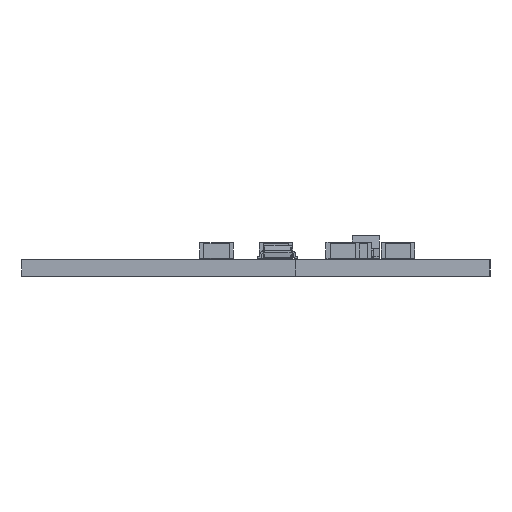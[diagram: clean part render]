
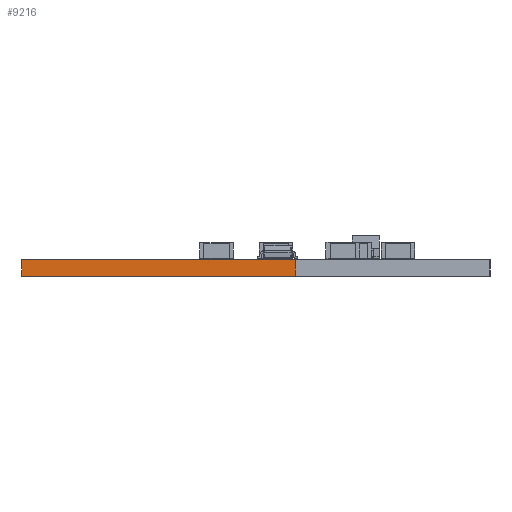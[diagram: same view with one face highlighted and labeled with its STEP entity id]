
A CAD part, left-side view. The second image highlights one B-rep face of the part: STEP entity #9216.
In plain terms, the highlighted planar face has unit normal (-1, 0, 0).
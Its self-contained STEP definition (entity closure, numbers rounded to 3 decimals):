
#9100 = EDGE_CURVE('',#9101,#9103,#9105,.T.);
#9101 = VERTEX_POINT('',#9102);
#9102 = CARTESIAN_POINT('',(-110.,44.5,0.));
#9103 = VERTEX_POINT('',#9104);
#9104 = CARTESIAN_POINT('',(-110.,44.5,1.6));
#9105 = SURFACE_CURVE('',#9106,(#9110,#9122),.PCURVE_S1.);
#9106 = LINE('',#9107,#9108);
#9107 = CARTESIAN_POINT('',(-110.,44.5,0.));
#9108 = VECTOR('',#9109,1.);
#9109 = DIRECTION('',(0.,0.,1.));
#9110 = PCURVE('',#9111,#9116);
#9111 = PLANE('',#9112);
#9112 = AXIS2_PLACEMENT_3D('',#9113,#9114,#9115);
#9113 = CARTESIAN_POINT('',(-110.,44.5,0.));
#9114 = DIRECTION('',(0.,1.,0.));
#9115 = DIRECTION('',(1.,0.,0.));
#9116 = DEFINITIONAL_REPRESENTATION('',(#9117),#9121);
#9117 = LINE('',#9118,#9119);
#9118 = CARTESIAN_POINT('',(0.,0.));
#9119 = VECTOR('',#9120,1.);
#9120 = DIRECTION('',(0.,-1.));
#9121 = ( GEOMETRIC_REPRESENTATION_CONTEXT(2) 
PARAMETRIC_REPRESENTATION_CONTEXT() REPRESENTATION_CONTEXT('2D SPACE',''
  ) );
#9122 = PCURVE('',#9123,#9128);
#9123 = PLANE('',#9124);
#9124 = AXIS2_PLACEMENT_3D('',#9125,#9126,#9127);
#9125 = CARTESIAN_POINT('',(-110.,18.5,0.));
#9126 = DIRECTION('',(-1.,0.,0.));
#9127 = DIRECTION('',(0.,1.,0.));
#9128 = DEFINITIONAL_REPRESENTATION('',(#9129),#9133);
#9129 = LINE('',#9130,#9131);
#9130 = CARTESIAN_POINT('',(26.,0.));
#9131 = VECTOR('',#9132,1.);
#9132 = DIRECTION('',(0.,-1.));
#9133 = ( GEOMETRIC_REPRESENTATION_CONTEXT(2) 
PARAMETRIC_REPRESENTATION_CONTEXT() REPRESENTATION_CONTEXT('2D SPACE',''
  ) );
#9151 = PLANE('',#9152);
#9152 = AXIS2_PLACEMENT_3D('',#9153,#9154,#9155);
#9153 = CARTESIAN_POINT('',(-55.,24.563,1.6));
#9154 = DIRECTION('',(-0.,-0.,-1.));
#9155 = DIRECTION('',(-1.,0.,0.));
#9205 = PLANE('',#9206);
#9206 = AXIS2_PLACEMENT_3D('',#9207,#9208,#9209);
#9207 = CARTESIAN_POINT('',(-55.,24.563,0.));
#9208 = DIRECTION('',(-0.,-0.,-1.));
#9209 = DIRECTION('',(-1.,0.,0.));
#9216 = ADVANCED_FACE('',(#9217),#9123,.T.);
#9217 = FACE_BOUND('',#9218,.T.);
#9218 = EDGE_LOOP('',(#9219,#9249,#9270,#9271));
#9219 = ORIENTED_EDGE('',*,*,#9220,.T.);
#9220 = EDGE_CURVE('',#9221,#9223,#9225,.T.);
#9221 = VERTEX_POINT('',#9222);
#9222 = CARTESIAN_POINT('',(-110.,18.5,0.));
#9223 = VERTEX_POINT('',#9224);
#9224 = CARTESIAN_POINT('',(-110.,18.5,1.6));
#9225 = SURFACE_CURVE('',#9226,(#9230,#9237),.PCURVE_S1.);
#9226 = LINE('',#9227,#9228);
#9227 = CARTESIAN_POINT('',(-110.,18.5,0.));
#9228 = VECTOR('',#9229,1.);
#9229 = DIRECTION('',(0.,0.,1.));
#9230 = PCURVE('',#9123,#9231);
#9231 = DEFINITIONAL_REPRESENTATION('',(#9232),#9236);
#9232 = LINE('',#9233,#9234);
#9233 = CARTESIAN_POINT('',(0.,0.));
#9234 = VECTOR('',#9235,1.);
#9235 = DIRECTION('',(0.,-1.));
#9236 = ( GEOMETRIC_REPRESENTATION_CONTEXT(2) 
PARAMETRIC_REPRESENTATION_CONTEXT() REPRESENTATION_CONTEXT('2D SPACE',''
  ) );
#9237 = PCURVE('',#9238,#9243);
#9238 = PLANE('',#9239);
#9239 = AXIS2_PLACEMENT_3D('',#9240,#9241,#9242);
#9240 = CARTESIAN_POINT('',(-90.,0.,0.));
#9241 = DIRECTION('',(-0.679,-0.734,0.));
#9242 = DIRECTION('',(-0.734,0.679,0.));
#9243 = DEFINITIONAL_REPRESENTATION('',(#9244),#9248);
#9244 = LINE('',#9245,#9246);
#9245 = CARTESIAN_POINT('',(27.244,0.));
#9246 = VECTOR('',#9247,1.);
#9247 = DIRECTION('',(0.,-1.));
#9248 = ( GEOMETRIC_REPRESENTATION_CONTEXT(2) 
PARAMETRIC_REPRESENTATION_CONTEXT() REPRESENTATION_CONTEXT('2D SPACE',''
  ) );
#9249 = ORIENTED_EDGE('',*,*,#9250,.T.);
#9250 = EDGE_CURVE('',#9223,#9103,#9251,.T.);
#9251 = SURFACE_CURVE('',#9252,(#9256,#9263),.PCURVE_S1.);
#9252 = LINE('',#9253,#9254);
#9253 = CARTESIAN_POINT('',(-110.,18.5,1.6));
#9254 = VECTOR('',#9255,1.);
#9255 = DIRECTION('',(0.,1.,0.));
#9256 = PCURVE('',#9123,#9257);
#9257 = DEFINITIONAL_REPRESENTATION('',(#9258),#9262);
#9258 = LINE('',#9259,#9260);
#9259 = CARTESIAN_POINT('',(0.,-1.6));
#9260 = VECTOR('',#9261,1.);
#9261 = DIRECTION('',(1.,0.));
#9262 = ( GEOMETRIC_REPRESENTATION_CONTEXT(2) 
PARAMETRIC_REPRESENTATION_CONTEXT() REPRESENTATION_CONTEXT('2D SPACE',''
  ) );
#9263 = PCURVE('',#9151,#9264);
#9264 = DEFINITIONAL_REPRESENTATION('',(#9265),#9269);
#9265 = LINE('',#9266,#9267);
#9266 = CARTESIAN_POINT('',(55.,-6.063));
#9267 = VECTOR('',#9268,1.);
#9268 = DIRECTION('',(0.,1.));
#9269 = ( GEOMETRIC_REPRESENTATION_CONTEXT(2) 
PARAMETRIC_REPRESENTATION_CONTEXT() REPRESENTATION_CONTEXT('2D SPACE',''
  ) );
#9270 = ORIENTED_EDGE('',*,*,#9100,.F.);
#9271 = ORIENTED_EDGE('',*,*,#9272,.F.);
#9272 = EDGE_CURVE('',#9221,#9101,#9273,.T.);
#9273 = SURFACE_CURVE('',#9274,(#9278,#9285),.PCURVE_S1.);
#9274 = LINE('',#9275,#9276);
#9275 = CARTESIAN_POINT('',(-110.,18.5,0.));
#9276 = VECTOR('',#9277,1.);
#9277 = DIRECTION('',(0.,1.,0.));
#9278 = PCURVE('',#9123,#9279);
#9279 = DEFINITIONAL_REPRESENTATION('',(#9280),#9284);
#9280 = LINE('',#9281,#9282);
#9281 = CARTESIAN_POINT('',(0.,0.));
#9282 = VECTOR('',#9283,1.);
#9283 = DIRECTION('',(1.,0.));
#9284 = ( GEOMETRIC_REPRESENTATION_CONTEXT(2) 
PARAMETRIC_REPRESENTATION_CONTEXT() REPRESENTATION_CONTEXT('2D SPACE',''
  ) );
#9285 = PCURVE('',#9205,#9286);
#9286 = DEFINITIONAL_REPRESENTATION('',(#9287),#9291);
#9287 = LINE('',#9288,#9289);
#9288 = CARTESIAN_POINT('',(55.,-6.063));
#9289 = VECTOR('',#9290,1.);
#9290 = DIRECTION('',(0.,1.));
#9291 = ( GEOMETRIC_REPRESENTATION_CONTEXT(2) 
PARAMETRIC_REPRESENTATION_CONTEXT() REPRESENTATION_CONTEXT('2D SPACE',''
  ) );
